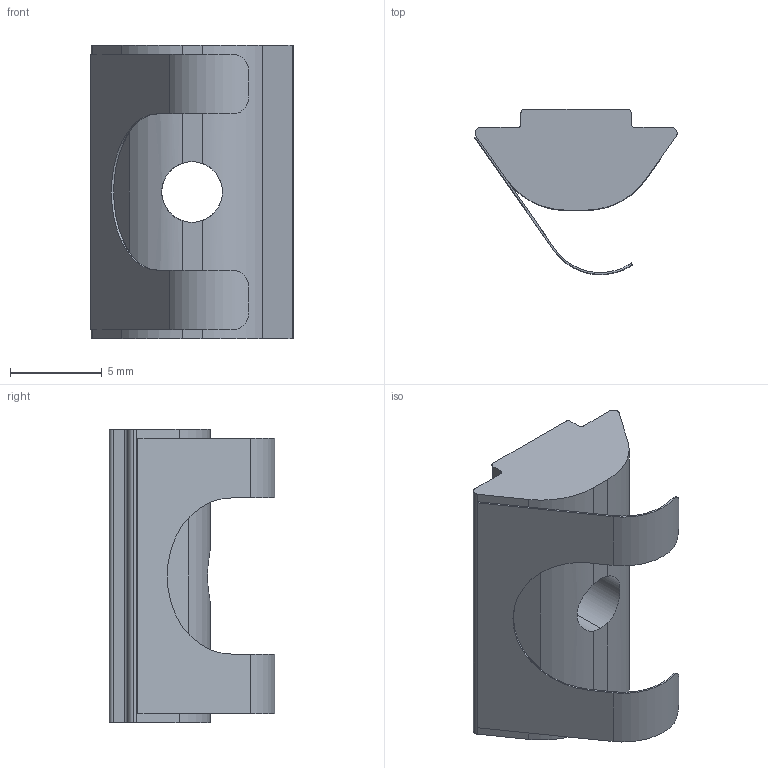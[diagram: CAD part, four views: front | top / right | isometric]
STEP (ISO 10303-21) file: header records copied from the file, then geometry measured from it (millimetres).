
FILE_DESCRIPTION (( 'STEP AP214' ), '1' );
FILE_NAME ('096284f.STEP', '2014-08-18T08:00:47', ( '' ), ( '' ), 'SwSTEP 2.0', 'SolidWorks 2014', '' );
FILE_SCHEMA (( 'AUTOMOTIVE_DESIGN' ));
Length unit declared in the file: millimetre
Products named in the file (1): 096284f
Bounding box: 11.01 x 9 x 16 mm (x, y, z)
Volume: 640.9 mm3; surface area: 704.2 mm2
Topology: 1 solids, 1 shells, 42 faces, 121 edges, 80 vertices
Faces by surface type: plane 22, cylinder 20
Entity records: 1533 total; most frequent: CARTESIAN_POINT 356, ORIENTED_EDGE 242, DIRECTION 231, EDGE_CURVE 121, VERTEX_POINT 80, AXIS2_PLACEMENT_3D 79, LINE 73, VECTOR 73
